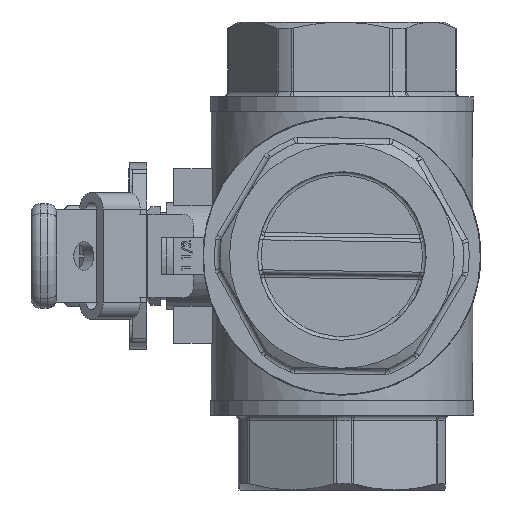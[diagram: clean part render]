
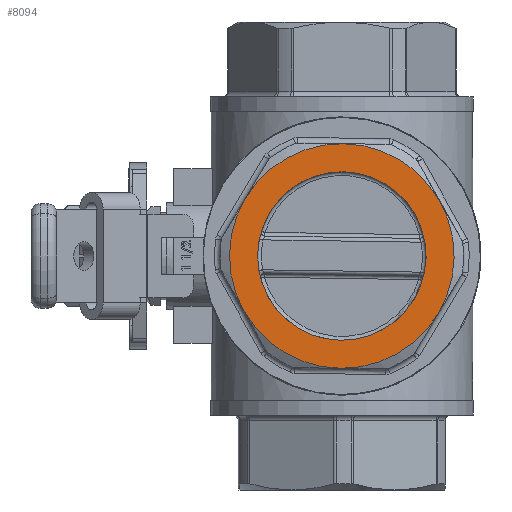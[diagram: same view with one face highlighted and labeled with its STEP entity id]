
A CAD part, left-side view. The second image highlights one B-rep face of the part: STEP entity #8094.
In plain terms, the highlighted planar face has unit normal (-1, 0, 0).
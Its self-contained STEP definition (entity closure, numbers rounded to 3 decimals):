
#789=CIRCLE('',#8889,30.);
#790=CIRCLE('',#8890,30.);
#791=CIRCLE('',#8891,30.);
#792=CIRCLE('',#8892,30.);
#793=CIRCLE('',#8893,30.);
#794=CIRCLE('',#8894,30.);
#795=CIRCLE('',#8895,22.5);
#2187=ORIENTED_EDGE('',*,*,#4015,.T.);
#2188=ORIENTED_EDGE('',*,*,#4016,.T.);
#2189=ORIENTED_EDGE('',*,*,#4017,.T.);
#2190=ORIENTED_EDGE('',*,*,#4018,.T.);
#2191=ORIENTED_EDGE('',*,*,#4019,.T.);
#2192=ORIENTED_EDGE('',*,*,#4020,.T.);
#2193=ORIENTED_EDGE('',*,*,#4021,.T.);
#4015=EDGE_CURVE('',#4976,#4977,#789,.T.);
#4016=EDGE_CURVE('',#4977,#4978,#790,.T.);
#4017=EDGE_CURVE('',#4978,#4979,#791,.T.);
#4018=EDGE_CURVE('',#4979,#4980,#792,.T.);
#4019=EDGE_CURVE('',#4980,#4981,#793,.T.);
#4020=EDGE_CURVE('',#4981,#4976,#794,.T.);
#4021=EDGE_CURVE('',#4982,#4982,#795,.T.);
#4976=VERTEX_POINT('',#13943);
#4977=VERTEX_POINT('',#13944);
#4978=VERTEX_POINT('',#13946);
#4979=VERTEX_POINT('',#13948);
#4980=VERTEX_POINT('',#13950);
#4981=VERTEX_POINT('',#13952);
#4982=VERTEX_POINT('',#13955);
#6792=EDGE_LOOP('',(#2187,#2188,#2189,#2190,#2191,#2192));
#6793=EDGE_LOOP('',(#2193));
#7354=FACE_BOUND('',#6792,.T.);
#7355=FACE_BOUND('',#6793,.T.);
#7692=PLANE('',#8888);
#8094=ADVANCED_FACE('',(#7354,#7355),#7692,.T.);
#8888=AXIS2_PLACEMENT_3D('',#13941,#10630,#10631);
#8889=AXIS2_PLACEMENT_3D('',#13942,#10632,#10633);
#8890=AXIS2_PLACEMENT_3D('',#13945,#10634,#10635);
#8891=AXIS2_PLACEMENT_3D('',#13947,#10636,#10637);
#8892=AXIS2_PLACEMENT_3D('',#13949,#10638,#10639);
#8893=AXIS2_PLACEMENT_3D('',#13951,#10640,#10641);
#8894=AXIS2_PLACEMENT_3D('',#13953,#10642,#10643);
#8895=AXIS2_PLACEMENT_3D('',#13954,#10644,#10645);
#10630=DIRECTION('',(-1.,0.,0.));
#10631=DIRECTION('',(0.,-0.015,1.));
#10632=DIRECTION('',(-1.,0.,0.));
#10633=DIRECTION('',(0.,-0.015,1.));
#10634=DIRECTION('',(-1.,0.,0.));
#10635=DIRECTION('',(0.,-0.015,1.));
#10636=DIRECTION('',(-1.,0.,0.));
#10637=DIRECTION('',(0.,-0.015,1.));
#10638=DIRECTION('',(-1.,0.,0.));
#10639=DIRECTION('',(0.,-0.015,1.));
#10640=DIRECTION('',(-1.,0.,0.));
#10641=DIRECTION('',(0.,-0.015,1.));
#10642=DIRECTION('',(-1.,0.,0.));
#10643=DIRECTION('',(0.,-0.015,1.));
#10644=DIRECTION('',(1.,0.,0.));
#10645=DIRECTION('',(0.,0.015,-1.));
#13941=CARTESIAN_POINT('',(-58.,23.498,0.341));
#13942=CARTESIAN_POINT('',(-58.,0.,0.));
#13943=CARTESIAN_POINT('',(-58.,-26.196,14.621));
#13944=CARTESIAN_POINT('',(-58.,-0.435,29.997));
#13945=CARTESIAN_POINT('',(-58.,0.,0.));
#13946=CARTESIAN_POINT('',(-58.,25.76,15.375));
#13947=CARTESIAN_POINT('',(-58.,0.,0.));
#13948=CARTESIAN_POINT('',(-58.,26.196,-14.621));
#13949=CARTESIAN_POINT('',(-58.,0.,0.));
#13950=CARTESIAN_POINT('',(-58.,0.435,-29.997));
#13951=CARTESIAN_POINT('',(-58.,0.,0.));
#13952=CARTESIAN_POINT('',(-58.,-25.76,-15.375));
#13953=CARTESIAN_POINT('',(-58.,0.,0.));
#13954=CARTESIAN_POINT('',(-58.,0.,0.));
#13955=CARTESIAN_POINT('',(-58.,0.327,-22.498));
